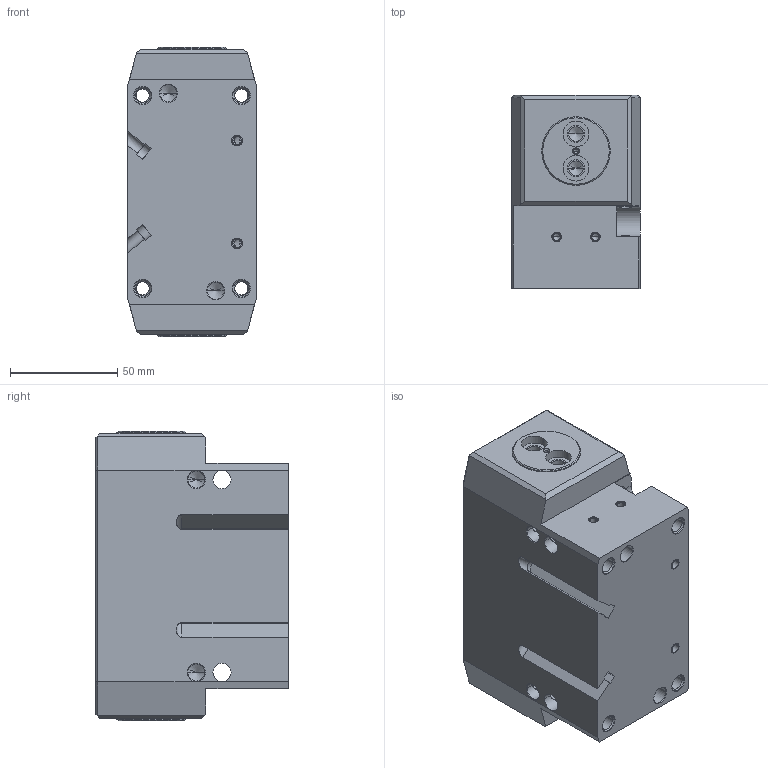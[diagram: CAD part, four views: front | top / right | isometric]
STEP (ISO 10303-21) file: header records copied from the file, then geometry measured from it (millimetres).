
FILE_DESCRIPTION((''),'2;1');
FILE_NAME('OPH133_CATALOGO_ASM','2011-03-11T',('DARIO'),(''),'PRO/ENGINEER BY PARAMETRIC TECHNOLOGY CORPORATION, 2010180','PRO/ENGINEER BY PARAMETRIC TECHNOLOGY CORPORATION, 2010180','');
FILE_SCHEMA(('CONFIG_CONTROL_DESIGN'));
Length unit declared in the file: millimetre
Products named in the file (3): CORPO_CATALOGO_OPH133; GRIFFA_CATALOGO_OPH133; OPH133_CATALOGO_ASM
Assembly tree (3 placements, depth 2):
  OPH133_CATALOGO_ASM
    CORPO_CATALOGO_OPH133
    GRIFFA_CATALOGO_OPH133  x2
Bounding box: 60 x 90 x 135 mm (x, y, z)
Volume: 604515.6 mm3; surface area: 96050 mm2
Topology: 3 solids, 19 shells, 280 faces, 718 edges, 442 vertices
Faces by surface type: cylinder 128, plane 76, cone 76
Entity records: 8029 total; most frequent: CARTESIAN_POINT 1792, DIRECTION 1360, ORIENTED_EDGE 1192, EDGE_CURVE 624, AXIS2_PLACEMENT_3D 520, VERTEX_POINT 399, VECTOR 320, LINE 320
